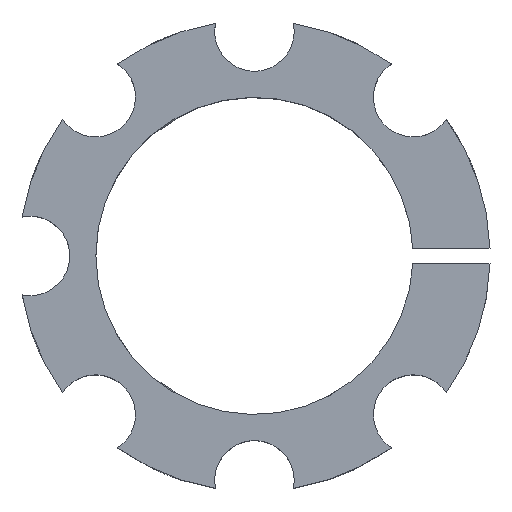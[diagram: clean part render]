
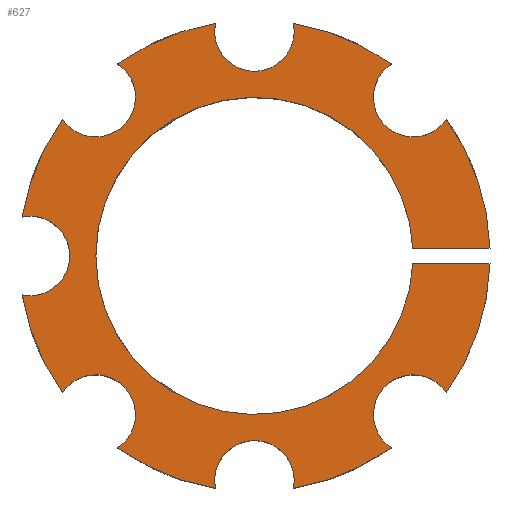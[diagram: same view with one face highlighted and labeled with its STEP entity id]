
A CAD part, top view. The second image highlights one B-rep face of the part: STEP entity #627.
In plain terms, the highlighted planar face has unit normal (0, 0, 1).
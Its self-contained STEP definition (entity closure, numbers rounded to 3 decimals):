
#25=PLANE('',#690);
#74=FACE_OUTER_BOUND('',#113,.T.);
#113=EDGE_LOOP('',(#452,#453,#454,#455,#456,#457,#458,#459,#460,#461,#462,
#463,#464,#465,#466,#467,#468,#469));
#161=LINE('',#1217,#195);
#164=LINE('',#1237,#198);
#195=VECTOR('',#797,13.155);
#198=VECTOR('',#826,13.155);
#212=CIRCLE('',#665,47.);
#215=CIRCLE('',#669,47.);
#217=CIRCLE('',#672,47.);
#219=CIRCLE('',#675,47.);
#221=CIRCLE('',#678,47.);
#223=CIRCLE('',#681,47.);
#225=CIRCLE('',#684,47.);
#227=CIRCLE('',#688,47.);
#229=CIRCLE('',#691,7.938);
#230=CIRCLE('',#692,7.938);
#231=CIRCLE('',#693,7.938);
#232=CIRCLE('',#694,7.938);
#233=CIRCLE('',#695,7.938);
#234=CIRCLE('',#696,7.938);
#235=CIRCLE('',#697,7.938);
#236=CIRCLE('',#698,31.623);
#250=VERTEX_POINT('',#912);
#251=VERTEX_POINT('',#913);
#257=VERTEX_POINT('',#959);
#258=VERTEX_POINT('',#961);
#262=VERTEX_POINT('',#1003);
#263=VERTEX_POINT('',#1005);
#267=VERTEX_POINT('',#1047);
#268=VERTEX_POINT('',#1049);
#272=VERTEX_POINT('',#1091);
#273=VERTEX_POINT('',#1093);
#277=VERTEX_POINT('',#1135);
#278=VERTEX_POINT('',#1137);
#284=VERTEX_POINT('',#1205);
#285=VERTEX_POINT('',#1207);
#288=VERTEX_POINT('',#1214);
#289=VERTEX_POINT('',#1216);
#291=VERTEX_POINT('',#1222);
#293=VERTEX_POINT('',#1235);
#314=EDGE_CURVE('',#250,#251,#212,.F.);
#321=EDGE_CURVE('',#258,#257,#215,.F.);
#326=EDGE_CURVE('',#263,#262,#217,.F.);
#331=EDGE_CURVE('',#268,#267,#219,.F.);
#336=EDGE_CURVE('',#273,#272,#221,.F.);
#341=EDGE_CURVE('',#278,#277,#223,.F.);
#348=EDGE_CURVE('',#285,#284,#225,.F.);
#352=EDGE_CURVE('',#288,#289,#161,.T.);
#355=EDGE_CURVE('',#291,#289,#227,.F.);
#358=EDGE_CURVE('',#250,#284,#229,.T.);
#359=EDGE_CURVE('',#258,#251,#230,.T.);
#360=EDGE_CURVE('',#263,#257,#231,.T.);
#361=EDGE_CURVE('',#268,#262,#232,.T.);
#362=EDGE_CURVE('',#273,#267,#233,.T.);
#363=EDGE_CURVE('',#278,#272,#234,.T.);
#364=EDGE_CURVE('',#291,#277,#235,.T.);
#365=EDGE_CURVE('',#293,#288,#236,.T.);
#366=EDGE_CURVE('',#285,#293,#164,.T.);
#452=ORIENTED_EDGE('',*,*,#358,.F.);
#453=ORIENTED_EDGE('',*,*,#314,.T.);
#454=ORIENTED_EDGE('',*,*,#359,.F.);
#455=ORIENTED_EDGE('',*,*,#321,.T.);
#456=ORIENTED_EDGE('',*,*,#360,.F.);
#457=ORIENTED_EDGE('',*,*,#326,.T.);
#458=ORIENTED_EDGE('',*,*,#361,.F.);
#459=ORIENTED_EDGE('',*,*,#331,.T.);
#460=ORIENTED_EDGE('',*,*,#362,.F.);
#461=ORIENTED_EDGE('',*,*,#336,.T.);
#462=ORIENTED_EDGE('',*,*,#363,.F.);
#463=ORIENTED_EDGE('',*,*,#341,.T.);
#464=ORIENTED_EDGE('',*,*,#364,.F.);
#465=ORIENTED_EDGE('',*,*,#355,.T.);
#466=ORIENTED_EDGE('',*,*,#352,.F.);
#467=ORIENTED_EDGE('',*,*,#365,.F.);
#468=ORIENTED_EDGE('',*,*,#366,.F.);
#469=ORIENTED_EDGE('',*,*,#348,.T.);
#627=ADVANCED_FACE('',(#74),#25,.T.);
#665=AXIS2_PLACEMENT_3D('',#914,#738,#739);
#669=AXIS2_PLACEMENT_3D('',#962,#749,#750);
#672=AXIS2_PLACEMENT_3D('',#1006,#757,#758);
#675=AXIS2_PLACEMENT_3D('',#1050,#765,#766);
#678=AXIS2_PLACEMENT_3D('',#1094,#773,#774);
#681=AXIS2_PLACEMENT_3D('',#1138,#781,#782);
#684=AXIS2_PLACEMENT_3D('',#1208,#790,#791);
#688=AXIS2_PLACEMENT_3D('',#1223,#803,#804);
#690=AXIS2_PLACEMENT_3D('',#1227,#808,#809);
#691=AXIS2_PLACEMENT_3D('',#1228,#810,#811);
#692=AXIS2_PLACEMENT_3D('',#1229,#812,#813);
#693=AXIS2_PLACEMENT_3D('',#1230,#814,#815);
#694=AXIS2_PLACEMENT_3D('',#1231,#816,#817);
#695=AXIS2_PLACEMENT_3D('',#1232,#818,#819);
#696=AXIS2_PLACEMENT_3D('',#1233,#820,#821);
#697=AXIS2_PLACEMENT_3D('',#1234,#822,#823);
#698=AXIS2_PLACEMENT_3D('',#1236,#824,#825);
#738=DIRECTION('center_axis',(0.,0.,-1.));
#739=DIRECTION('ref_axis',(-1.,0.,0.));
#749=DIRECTION('center_axis',(0.,0.,-1.));
#750=DIRECTION('ref_axis',(-1.,0.,0.));
#757=DIRECTION('center_axis',(0.,0.,-1.));
#758=DIRECTION('ref_axis',(-1.,0.,0.));
#765=DIRECTION('center_axis',(0.,0.,-1.));
#766=DIRECTION('ref_axis',(-1.,0.,0.));
#773=DIRECTION('center_axis',(0.,0.,-1.));
#774=DIRECTION('ref_axis',(-1.,0.,0.));
#781=DIRECTION('center_axis',(0.,0.,-1.));
#782=DIRECTION('ref_axis',(-1.,0.,0.));
#790=DIRECTION('center_axis',(0.,0.,-1.));
#791=DIRECTION('ref_axis',(-1.,0.,0.));
#797=DIRECTION('',(1.,0.,0.));
#803=DIRECTION('center_axis',(0.,0.,-1.));
#804=DIRECTION('ref_axis',(-1.,0.,0.));
#808=DIRECTION('center_axis',(0.,0.,1.));
#809=DIRECTION('ref_axis',(1.,0.,0.));
#810=DIRECTION('center_axis',(0.,0.,1.));
#811=DIRECTION('ref_axis',(0.707,-0.707,0.));
#812=DIRECTION('center_axis',(0.,0.,1.));
#813=DIRECTION('ref_axis',(1.,0.,0.));
#814=DIRECTION('center_axis',(0.,0.,1.));
#815=DIRECTION('ref_axis',(0.707,0.707,0.));
#816=DIRECTION('center_axis',(0.,0.,1.));
#817=DIRECTION('ref_axis',(0.,1.,0.));
#818=DIRECTION('center_axis',(0.,0.,1.));
#819=DIRECTION('ref_axis',(-0.707,0.707,0.));
#820=DIRECTION('center_axis',(0.,0.,1.));
#821=DIRECTION('ref_axis',(-1.,0.,0.));
#822=DIRECTION('center_axis',(0.,0.,1.));
#823=DIRECTION('ref_axis',(-0.707,-0.707,0.));
#824=DIRECTION('center_axis',(0.,0.,1.));
#825=DIRECTION('ref_axis',(1.,0.,0.));
#826=DIRECTION('',(-1.,0.,0.));
#912=CARTESIAN_POINT('',(27.276,38.276,25.4));
#913=CARTESIAN_POINT('',(7.778,46.352,25.4));
#914=CARTESIAN_POINT('Origin',(0.,0.,25.4));
#959=CARTESIAN_POINT('',(-27.276,38.276,25.4));
#961=CARTESIAN_POINT('',(-7.778,46.352,25.4));
#962=CARTESIAN_POINT('Origin',(0.,0.,25.4));
#1003=CARTESIAN_POINT('',(-46.352,7.778,25.4));
#1005=CARTESIAN_POINT('',(-38.276,27.276,25.4));
#1006=CARTESIAN_POINT('Origin',(0.,0.,25.4));
#1047=CARTESIAN_POINT('',(-38.276,-27.276,25.4));
#1049=CARTESIAN_POINT('',(-46.352,-7.778,25.4));
#1050=CARTESIAN_POINT('Origin',(0.,0.,25.4));
#1091=CARTESIAN_POINT('',(-7.778,-46.352,25.4));
#1093=CARTESIAN_POINT('',(-27.276,-38.276,25.4));
#1094=CARTESIAN_POINT('Origin',(0.,0.,25.4));
#1135=CARTESIAN_POINT('',(27.276,-38.276,25.4));
#1137=CARTESIAN_POINT('',(7.778,-46.352,25.4));
#1138=CARTESIAN_POINT('Origin',(0.,0.,25.4));
#1205=CARTESIAN_POINT('',(38.276,27.276,25.4));
#1207=CARTESIAN_POINT('',(46.975,1.524,25.4));
#1208=CARTESIAN_POINT('Origin',(0.,0.,25.4));
#1214=CARTESIAN_POINT('',(31.586,-1.524,25.4));
#1216=CARTESIAN_POINT('',(46.975,-1.524,25.4));
#1217=CARTESIAN_POINT('',(31.586,-1.524,25.4));
#1222=CARTESIAN_POINT('',(38.276,-27.276,25.4));
#1223=CARTESIAN_POINT('Origin',(0.,0.,25.4));
#1227=CARTESIAN_POINT('Origin',(0.,0.,25.4));
#1228=CARTESIAN_POINT('Origin',(31.655,31.655,25.4));
#1229=CARTESIAN_POINT('Origin',(0.,44.768,25.4));
#1230=CARTESIAN_POINT('Origin',(-31.655,31.655,25.4));
#1231=CARTESIAN_POINT('Origin',(-44.768,0.,25.4));
#1232=CARTESIAN_POINT('Origin',(-31.655,-31.655,25.4));
#1233=CARTESIAN_POINT('Origin',(0.,-44.768,25.4));
#1234=CARTESIAN_POINT('Origin',(31.655,-31.655,25.4));
#1235=CARTESIAN_POINT('',(31.586,1.524,25.4));
#1236=CARTESIAN_POINT('Origin',(0.,0.,25.4));
#1237=CARTESIAN_POINT('',(44.742,1.524,25.4));
